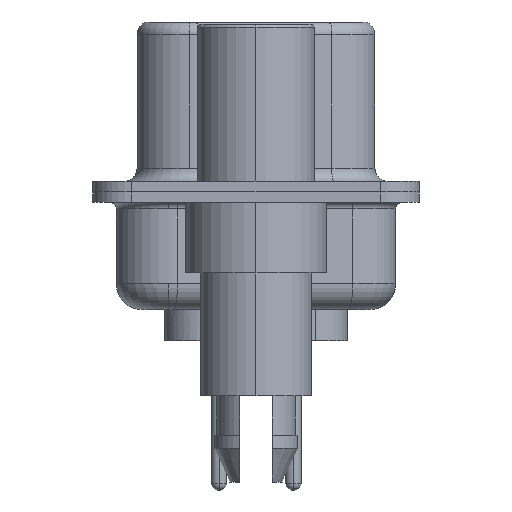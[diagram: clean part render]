
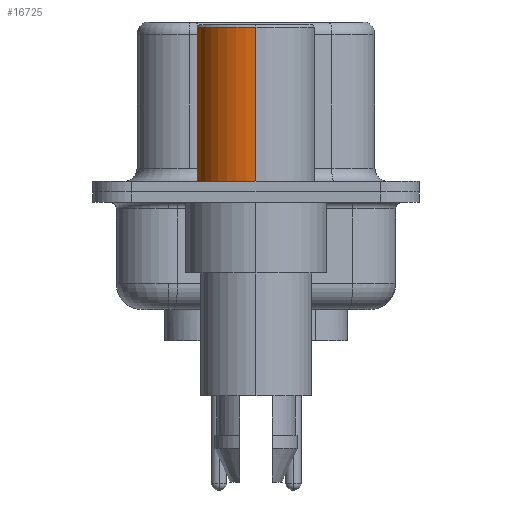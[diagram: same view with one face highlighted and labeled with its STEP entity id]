
A CAD part, left-side view. The second image highlights one B-rep face of the part: STEP entity #16725.
In plain terms, the highlighted cylindrical face has radius 2.25 mm (diameter 4.5 mm), a partial arc.
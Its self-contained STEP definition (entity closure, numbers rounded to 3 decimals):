
#98 = ORIENTED_EDGE ( 'NONE', *, *, #6454, .F. ) ;
#157 = CARTESIAN_POINT ( 'NONE',  ( 2.25, 0., 0.4 ) ) ;
#319 = VERTEX_POINT ( 'NONE', #157 ) ;
#772 = DIRECTION ( 'NONE',  ( 0., 0., 1. ) ) ;
#773 = CARTESIAN_POINT ( 'NONE',  ( 2.25, 0., 6.3 ) ) ;
#1207 = FACE_OUTER_BOUND ( 'NONE', #14096, .T. ) ;
#1872 = EDGE_CURVE ( 'NONE', #319, #8802, #12970, .T. ) ;
#3197 = EDGE_CURVE ( 'NONE', #8802, #6136, #3865, .T. ) ;
#3348 = CARTESIAN_POINT ( 'NONE',  ( -2.25, 0., 0.4 ) ) ;
#3625 = CIRCLE ( 'NONE', #15889, 2.25 ) ;
#3824 = ORIENTED_EDGE ( 'NONE', *, *, #3197, .T. ) ;
#3865 = LINE ( 'NONE', #8888, #4104 ) ;
#4104 = VECTOR ( 'NONE', #772, 1000. ) ;
#4628 = CARTESIAN_POINT ( 'NONE',  ( 0., 0., 0.4 ) ) ;
#6136 = VERTEX_POINT ( 'NONE', #12044 ) ;
#6454 = EDGE_CURVE ( 'NONE', #11517, #6136, #3625, .T. ) ;
#8744 = AXIS2_PLACEMENT_3D ( 'NONE', #15827, #14115, #12106 ) ;
#8802 = VERTEX_POINT ( 'NONE', #3348 ) ;
#8888 = CARTESIAN_POINT ( 'NONE',  ( -2.25, 0., 0.581 ) ) ;
#9427 = EDGE_CURVE ( 'NONE', #319, #11517, #13891, .T. ) ;
#10905 = DIRECTION ( 'NONE',  ( 0., 0., 1. ) ) ;
#11517 = VERTEX_POINT ( 'NONE', #773 ) ;
#11973 = DIRECTION ( 'NONE',  ( 0., 0., 1. ) ) ;
#12044 = CARTESIAN_POINT ( 'NONE',  ( -2.25, 0., 6.3 ) ) ;
#12106 = DIRECTION ( 'NONE',  ( 1., 0., 0. ) ) ;
#12970 = CIRCLE ( 'NONE', #18086, 2.25 ) ;
#13671 = CARTESIAN_POINT ( 'NONE',  ( 0., 0., 6.3 ) ) ;
#13891 = LINE ( 'NONE', #20196, #13967 ) ;
#13967 = VECTOR ( 'NONE', #10905, 1000. ) ;
#14096 = EDGE_LOOP ( 'NONE', ( #20605, #3824, #98, #21025 ) ) ;
#14115 = DIRECTION ( 'NONE',  ( 0., 0., 1. ) ) ;
#14226 = DIRECTION ( 'NONE',  ( 1., 0., 0. ) ) ;
#15720 = CYLINDRICAL_SURFACE ( 'NONE', #8744, 2.25 ) ;
#15827 = CARTESIAN_POINT ( 'NONE',  ( 0., 0., 0.581 ) ) ;
#15889 = AXIS2_PLACEMENT_3D ( 'NONE', #13671, #11973, #16659 ) ;
#16659 = DIRECTION ( 'NONE',  ( 1., 0., 0. ) ) ;
#16725 = ADVANCED_FACE ( 'NONE', ( #1207 ), #15720, .T. ) ;
#17633 = DIRECTION ( 'NONE',  ( 0., 0., 1. ) ) ;
#18086 = AXIS2_PLACEMENT_3D ( 'NONE', #4628, #17633, #14226 ) ;
#20196 = CARTESIAN_POINT ( 'NONE',  ( 2.25, 0., 0.581 ) ) ;
#20605 = ORIENTED_EDGE ( 'NONE', *, *, #1872, .T. ) ;
#21025 = ORIENTED_EDGE ( 'NONE', *, *, #9427, .F. ) ;
